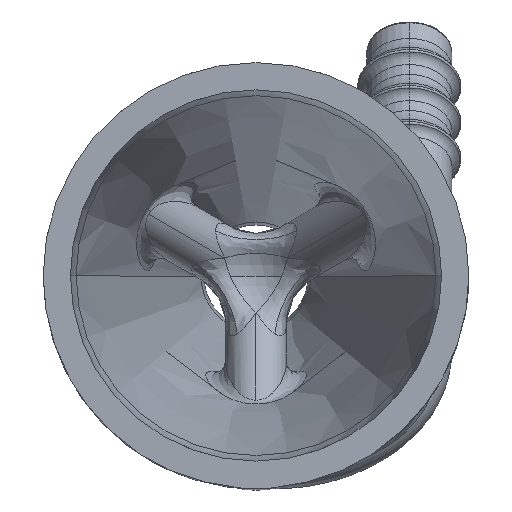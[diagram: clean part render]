
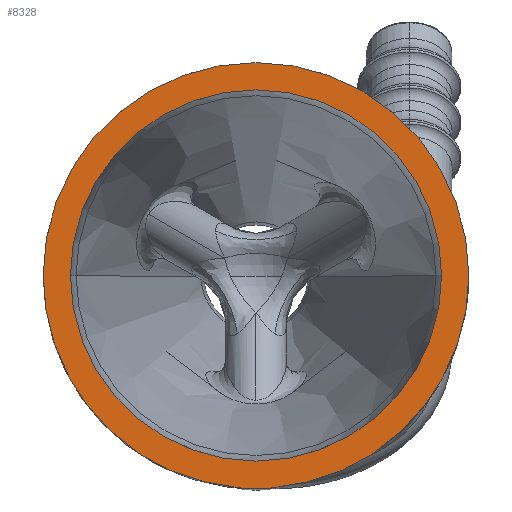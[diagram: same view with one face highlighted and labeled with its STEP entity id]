
A CAD part, top view. The second image highlights one B-rep face of the part: STEP entity #8328.
In plain terms, the highlighted planar face has unit normal (0, 0, 1).
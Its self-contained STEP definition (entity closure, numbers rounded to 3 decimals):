
#154 = CIRCLE ( 'NONE', #4168, 0.8 ) ;
#1650 = CARTESIAN_POINT ( 'NONE',  ( 10.9, 0., 0. ) ) ;
#1716 = DIRECTION ( 'NONE',  ( 1., 0., 0. ) ) ;
#2381 = AXIS2_PLACEMENT_3D ( 'NONE', #7555, #34941, #10286 ) ;
#3255 = ORIENTED_EDGE ( 'NONE', *, *, #17576, .T. ) ;
#4076 = CIRCLE ( 'NONE', #34190, 12.5 ) ;
#4168 = AXIS2_PLACEMENT_3D ( 'NONE', #16599, #30314, #22074 ) ;
#5713 = EDGE_CURVE ( 'NONE', #9596, #25009, #26365, .T. ) ;
#6401 = DIRECTION ( 'NONE',  ( -1., 0., 0. ) ) ;
#6759 = CIRCLE ( 'NONE', #25127, 10.9 ) ;
#6872 = VERTEX_POINT ( 'NONE', #13204 ) ;
#7155 = DIRECTION ( 'NONE',  ( 0., 0., 1. ) ) ;
#7555 = CARTESIAN_POINT ( 'NONE',  ( 0., 0., 0. ) ) ;
#7571 = ORIENTED_EDGE ( 'NONE', *, *, #20078, .T. ) ;
#7721 = CARTESIAN_POINT ( 'NONE',  ( 0., 0., 0. ) ) ;
#8328 = ADVANCED_FACE ( 'NONE', ( #19868, #29260 ), #27626, .T. ) ;
#9000 = DIRECTION ( 'NONE',  ( 0., 0., 1. ) ) ;
#9255 = CARTESIAN_POINT ( 'NONE',  ( -10.9, 0., 0. ) ) ;
#9437 = CARTESIAN_POINT ( 'NONE',  ( 1.056, -13.258, 0. ) ) ;
#9596 = VERTEX_POINT ( 'NONE', #9255 ) ;
#9712 = EDGE_CURVE ( 'NONE', #16209, #22366, #16009, .T. ) ;
#10286 = DIRECTION ( 'NONE',  ( 1., 0., 0. ) ) ;
#11316 = ORIENTED_EDGE ( 'NONE', *, *, #5713, .F. ) ;
#11570 = LINE ( 'NONE', #11858, #34999 ) ;
#11858 = CARTESIAN_POINT ( 'NONE',  ( 0.8, -12.5, 0. ) ) ;
#13041 = ORIENTED_EDGE ( 'NONE', *, *, #9712, .T. ) ;
#13067 = DIRECTION ( 'NONE',  ( 1., 0., 0. ) ) ;
#13204 = CARTESIAN_POINT ( 'NONE',  ( 0.8, -12.5, 0. ) ) ;
#13751 = CARTESIAN_POINT ( 'NONE',  ( -12.5, 0., 0. ) ) ;
#14050 = DIRECTION ( 'NONE',  ( 0., 0., 1. ) ) ;
#14225 = CARTESIAN_POINT ( 'NONE',  ( 0., 0., 0. ) ) ;
#14426 = EDGE_CURVE ( 'NONE', #22366, #14716, #154, .T. ) ;
#14716 = VERTEX_POINT ( 'NONE', #31198 ) ;
#16009 = CIRCLE ( 'NONE', #29593, 12.5 ) ;
#16209 = VERTEX_POINT ( 'NONE', #13751 ) ;
#16599 = CARTESIAN_POINT ( 'NONE',  ( -1.056, -13.258, 0. ) ) ;
#17283 = EDGE_CURVE ( 'NONE', #6872, #14716, #11570, .T. ) ;
#17576 = EDGE_CURVE ( 'NONE', #29953, #16209, #29445, .T. ) ;
#19570 = CIRCLE ( 'NONE', #27245, 0.8 ) ;
#19868 = FACE_BOUND ( 'NONE', #24735, .T. ) ;
#20078 = EDGE_CURVE ( 'NONE', #6872, #34106, #19570, .T. ) ;
#20243 = DIRECTION ( 'NONE',  ( 0., 0., -1. ) ) ;
#20466 = CARTESIAN_POINT ( 'NONE',  ( 0., 0., 0. ) ) ;
#20584 = DIRECTION ( 'NONE',  ( 1., 0., 0. ) ) ;
#21156 = DIRECTION ( 'NONE',  ( 0., 0., 1. ) ) ;
#22074 = DIRECTION ( 'NONE',  ( 1., 0., 0. ) ) ;
#22366 = VERTEX_POINT ( 'NONE', #30225 ) ;
#22440 = DIRECTION ( 'NONE',  ( 1., 0., 0. ) ) ;
#22680 = ORIENTED_EDGE ( 'NONE', *, *, #17283, .F. ) ;
#22752 = EDGE_LOOP ( 'NONE', ( #30914, #3255, #13041, #31597, #22680, #7571 ) ) ;
#24735 = EDGE_LOOP ( 'NONE', ( #32065, #11316 ) ) ;
#25009 = VERTEX_POINT ( 'NONE', #1650 ) ;
#25127 = AXIS2_PLACEMENT_3D ( 'NONE', #14225, #9000, #22440 ) ;
#25242 = AXIS2_PLACEMENT_3D ( 'NONE', #20466, #7155, #20584 ) ;
#26044 = EDGE_CURVE ( 'NONE', #34106, #29953, #4076, .T. ) ;
#26365 = CIRCLE ( 'NONE', #25242, 10.9 ) ;
#27084 = CARTESIAN_POINT ( 'NONE',  ( 0.992, -12.461, 0. ) ) ;
#27245 = AXIS2_PLACEMENT_3D ( 'NONE', #9437, #20243, #1716 ) ;
#27626 = PLANE ( 'NONE',  #34612 ) ;
#28001 = CARTESIAN_POINT ( 'NONE',  ( 12.5, 0., 0. ) ) ;
#29098 = CARTESIAN_POINT ( 'NONE',  ( 0., 0., 0. ) ) ;
#29260 = FACE_OUTER_BOUND ( 'NONE', #22752, .T. ) ;
#29445 = CIRCLE ( 'NONE', #2381, 12.5 ) ;
#29593 = AXIS2_PLACEMENT_3D ( 'NONE', #29098, #31627, #34714 ) ;
#29953 = VERTEX_POINT ( 'NONE', #28001 ) ;
#30225 = CARTESIAN_POINT ( 'NONE',  ( -0.992, -12.461, 0. ) ) ;
#30314 = DIRECTION ( 'NONE',  ( 0., 0., -1. ) ) ;
#30388 = CARTESIAN_POINT ( 'NONE',  ( 0., 0., 0. ) ) ;
#30914 = ORIENTED_EDGE ( 'NONE', *, *, #26044, .T. ) ;
#31198 = CARTESIAN_POINT ( 'NONE',  ( -0.8, -12.5, 0. ) ) ;
#31597 = ORIENTED_EDGE ( 'NONE', *, *, #14426, .T. ) ;
#31627 = DIRECTION ( 'NONE',  ( 0., 0., 1. ) ) ;
#32065 = ORIENTED_EDGE ( 'NONE', *, *, #34182, .F. ) ;
#33122 = DIRECTION ( 'NONE',  ( 1., 0., 0. ) ) ;
#34106 = VERTEX_POINT ( 'NONE', #27084 ) ;
#34182 = EDGE_CURVE ( 'NONE', #25009, #9596, #6759, .T. ) ;
#34190 = AXIS2_PLACEMENT_3D ( 'NONE', #7721, #21156, #13067 ) ;
#34612 = AXIS2_PLACEMENT_3D ( 'NONE', #30388, #14050, #33122 ) ;
#34714 = DIRECTION ( 'NONE',  ( 1., 0., 0. ) ) ;
#34941 = DIRECTION ( 'NONE',  ( 0., 0., 1. ) ) ;
#34999 = VECTOR ( 'NONE', #6401, 1000. ) ;
